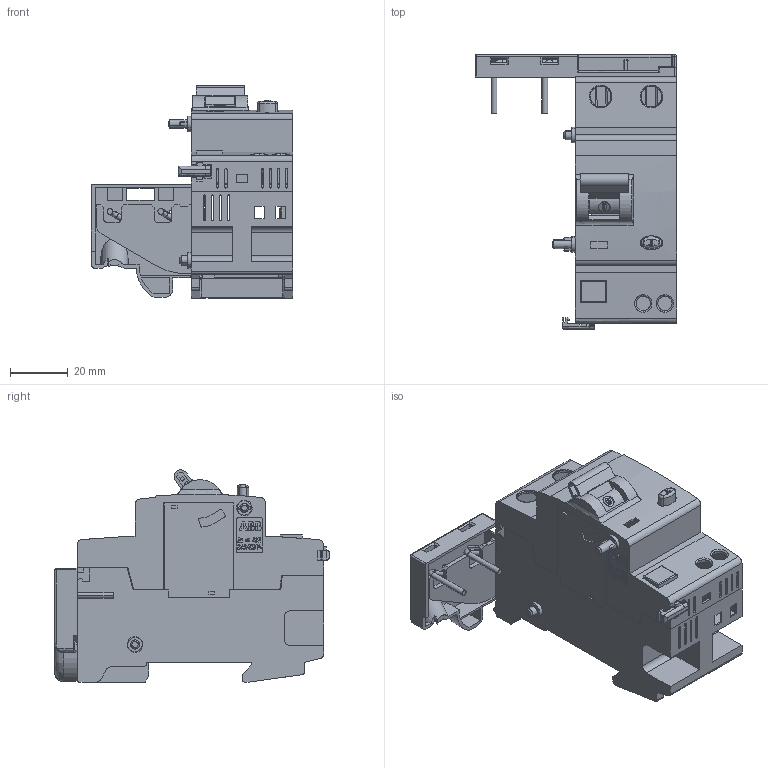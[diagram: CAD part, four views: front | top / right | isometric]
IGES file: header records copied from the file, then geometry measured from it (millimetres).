
Start section: START RECORD GO HERE.
Global section: file name: 04160596-----_000_A0_DDA202 40A (3D PRODUCT SKIN) ED.A2_2PD.igs; native system: IBM CATIA IGES - CATIA Version 5 Release 18 ; preprocessor: CATIA Version 5 Release 18 ; author: itclbot; organization: EUROPE; date: 20101104.135146; units: millimetre
Bounding box: 69.5 x 94.7 x 73.24 mm (x, y, z)
Surface area: 51817.7 mm2 (no closed solid volume)
Topology: 0 solids, 0 shells, 1697 faces, 9620 edges, 9593 vertices
Faces by surface type: plane 1195, revolution 462, bspline 40
